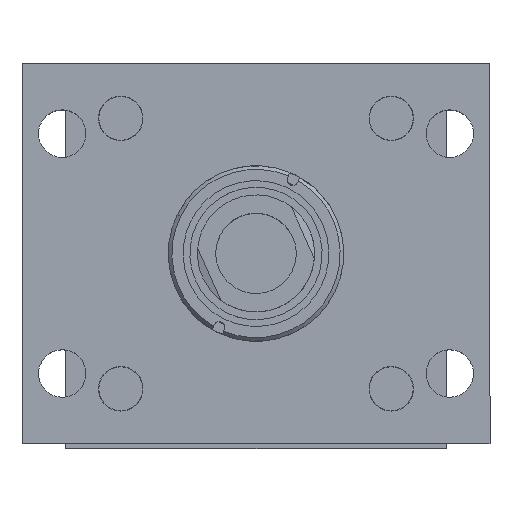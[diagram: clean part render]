
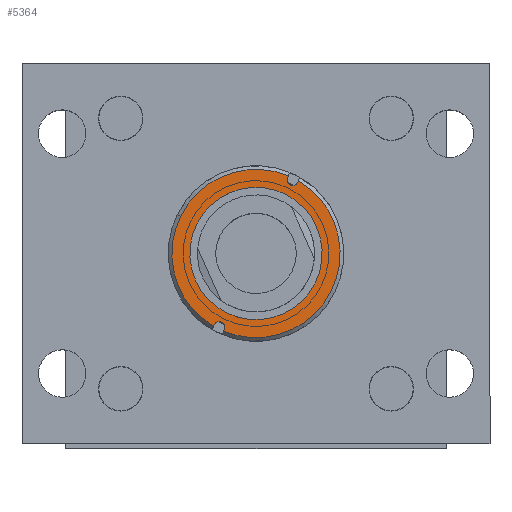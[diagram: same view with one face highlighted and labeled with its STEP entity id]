
A CAD part, top view. The second image highlights one B-rep face of the part: STEP entity #5364.
In plain terms, the highlighted planar face has unit normal (0, 0, 1).
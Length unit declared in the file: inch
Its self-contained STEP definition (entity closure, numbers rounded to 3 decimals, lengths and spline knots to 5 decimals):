
#1 = VERTEX_POINT ( 'NONE', #6630 ) ;
#124 = CARTESIAN_POINT ( 'NONE',  ( 19.2471, 41.0137, -2.93519 ) ) ;
#365 = EDGE_CURVE ( 'NONE', #4672, #6539, #8392, .T. ) ;
#423 = DIRECTION ( 'NONE',  ( 0., 0., -1. ) ) ;
#476 = CARTESIAN_POINT ( 'NONE',  ( 19.2471, 42.4197, -2.93519 ) ) ;
#562 = VECTOR ( 'NONE', #9464, 39.37008 ) ;
#610 = CARTESIAN_POINT ( 'NONE',  ( 19.2471, 42.4197, -2.93519 ) ) ;
#618 = DIRECTION ( 'NONE',  ( -1., 0., 0. ) ) ;
#646 = CIRCLE ( 'NONE', #7784, 0.094 ) ;
#666 = DIRECTION ( 'NONE',  ( 0., 0., -1. ) ) ;
#671 = CARTESIAN_POINT ( 'NONE',  ( 19.1531, 43.55073, -2.93519 ) ) ;
#697 = VERTEX_POINT ( 'NONE', #10298 ) ;
#723 = CARTESIAN_POINT ( 'NONE',  ( 19.1531, 41.0137, -2.93519 ) ) ;
#827 = CARTESIAN_POINT ( 'NONE',  ( 19.2471, 42.4197, -2.93519 ) ) ;
#836 = CARTESIAN_POINT ( 'NONE',  ( 17.8091, 42.4197, -2.93519 ) ) ;
#1019 = EDGE_CURVE ( 'NONE', #697, #5343, #6992, .T. ) ;
#1260 = DIRECTION ( 'NONE',  ( 0., 0., -1. ) ) ;
#1281 = DIRECTION ( 'NONE',  ( 1., 0., 0. ) ) ;
#1351 = PLANE ( 'NONE',  #9138 ) ;
#1464 = CARTESIAN_POINT ( 'NONE',  ( 19.2471, 42.4197, -2.93519 ) ) ;
#1768 = LINE ( 'NONE', #2251, #2291 ) ;
#1803 = DIRECTION ( 'NONE',  ( 1., 0., 0. ) ) ;
#1939 = EDGE_CURVE ( 'NONE', #1969, #2640, #9744, .T. ) ;
#1950 = CARTESIAN_POINT ( 'NONE',  ( 19.3411, 43.55073, -2.93519 ) ) ;
#1969 = VERTEX_POINT ( 'NONE', #4668 ) ;
#2078 = AXIS2_PLACEMENT_3D ( 'NONE', #476, #1260, #7749 ) ;
#2251 = CARTESIAN_POINT ( 'NONE',  ( 19.3411, 43.55073, -2.93519 ) ) ;
#2291 = VECTOR ( 'NONE', #3055, 39.37008 ) ;
#2640 = VERTEX_POINT ( 'NONE', #5247 ) ;
#3055 = DIRECTION ( 'NONE',  ( 0., -1., 0. ) ) ;
#3090 = VECTOR ( 'NONE', #9065, 39.37008 ) ;
#3107 = EDGE_CURVE ( 'NONE', #1, #7929, #9351, .T. ) ;
#3252 = ORIENTED_EDGE ( 'NONE', *, *, #1939, .T. ) ;
#3257 = CIRCLE ( 'NONE', #9827, 0.094 ) ;
#3352 = AXIS2_PLACEMENT_3D ( 'NONE', #827, #9686, #4879 ) ;
#3457 = ORIENTED_EDGE ( 'NONE', *, *, #5655, .T. ) ;
#3844 = EDGE_CURVE ( 'NONE', #10420, #7929, #1768, .T. ) ;
#4344 = CARTESIAN_POINT ( 'NONE',  ( 19.1531, 43.85462, -2.93519 ) ) ;
#4362 = AXIS2_PLACEMENT_3D ( 'NONE', #7699, #423, #5176 ) ;
#4396 = CIRCLE ( 'NONE', #8375, 1.13104 ) ;
#4571 = LINE ( 'NONE', #1950, #6320 ) ;
#4668 = CARTESIAN_POINT ( 'NONE',  ( 20.37814, 42.4197, -2.93519 ) ) ;
#4672 = VERTEX_POINT ( 'NONE', #723 ) ;
#4794 = VERTEX_POINT ( 'NONE', #5853 ) ;
#4805 = ORIENTED_EDGE ( 'NONE', *, *, #3107, .F. ) ;
#4879 = DIRECTION ( 'NONE',  ( -1., 0., 0. ) ) ;
#5005 = CARTESIAN_POINT ( 'NONE',  ( 19.3411, 40.98477, -2.93519 ) ) ;
#5075 = EDGE_CURVE ( 'NONE', #6539, #10065, #5525, .T. ) ;
#5176 = DIRECTION ( 'NONE',  ( -1., 0., 0. ) ) ;
#5247 = CARTESIAN_POINT ( 'NONE',  ( 18.11607, 42.4197, -2.93519 ) ) ;
#5292 = DIRECTION ( 'NONE',  ( 1., 0., 0. ) ) ;
#5343 = VERTEX_POINT ( 'NONE', #4344 ) ;
#5364 = ADVANCED_FACE ( 'NONE', ( #8539, #9158 ), #1351, .T. ) ;
#5405 = EDGE_CURVE ( 'NONE', #697, #4794, #3257, .T. ) ;
#5485 = ORIENTED_EDGE ( 'NONE', *, *, #1019, .T. ) ;
#5509 = EDGE_LOOP ( 'NONE', ( #8035, #5790, #4805, #6277, #5991, #5485, #7812, #10193, #7724 ) ) ;
#5525 = CIRCLE ( 'NONE', #2078, 1.438 ) ;
#5537 = DIRECTION ( 'NONE',  ( 0., 0., -1. ) ) ;
#5655 = EDGE_CURVE ( 'NONE', #2640, #1969, #4396, .T. ) ;
#5765 = EDGE_LOOP ( 'NONE', ( #3457, #3252 ) ) ;
#5790 = ORIENTED_EDGE ( 'NONE', *, *, #3844, .T. ) ;
#5822 = DIRECTION ( 'NONE',  ( 0., 0., 1. ) ) ;
#5853 = CARTESIAN_POINT ( 'NONE',  ( 19.3411, 43.8257, -2.93519 ) ) ;
#5991 = ORIENTED_EDGE ( 'NONE', *, *, #5405, .F. ) ;
#6277 = ORIENTED_EDGE ( 'NONE', *, *, #10104, .F. ) ;
#6320 = VECTOR ( 'NONE', #10004, 39.37008 ) ;
#6539 = VERTEX_POINT ( 'NONE', #9279 ) ;
#6630 = CARTESIAN_POINT ( 'NONE',  ( 19.3411, 43.85462, -2.93519 ) ) ;
#6992 = LINE ( 'NONE', #9166, #3090 ) ;
#7029 = CARTESIAN_POINT ( 'NONE',  ( 19.2471, 43.8257, -2.93519 ) ) ;
#7129 = DIRECTION ( 'NONE',  ( -1., 0., 0. ) ) ;
#7699 = CARTESIAN_POINT ( 'NONE',  ( 19.2471, 42.4197, -2.93519 ) ) ;
#7724 = ORIENTED_EDGE ( 'NONE', *, *, #365, .F. ) ;
#7749 = DIRECTION ( 'NONE',  ( -1., 0., 0. ) ) ;
#7784 = AXIS2_PLACEMENT_3D ( 'NONE', #124, #5822, #1803 ) ;
#7812 = ORIENTED_EDGE ( 'NONE', *, *, #9604, .F. ) ;
#7814 = CARTESIAN_POINT ( 'NONE',  ( 19.2471, 43.55073, -2.93519 ) ) ;
#7929 = VERTEX_POINT ( 'NONE', #5005 ) ;
#8035 = ORIENTED_EDGE ( 'NONE', *, *, #8740, .F. ) ;
#8083 = CIRCLE ( 'NONE', #4362, 1.438 ) ;
#8320 = AXIS2_PLACEMENT_3D ( 'NONE', #1464, #5537, #618 ) ;
#8375 = AXIS2_PLACEMENT_3D ( 'NONE', #610, #666, #7129 ) ;
#8392 = LINE ( 'NONE', #671, #562 ) ;
#8512 = DIRECTION ( 'NONE',  ( 0., 0., 1. ) ) ;
#8539 = FACE_BOUND ( 'NONE', #5765, .T. ) ;
#8740 = EDGE_CURVE ( 'NONE', #10420, #4672, #646, .T. ) ;
#9065 = DIRECTION ( 'NONE',  ( 0., 1., 0. ) ) ;
#9138 = AXIS2_PLACEMENT_3D ( 'NONE', #7814, #8512, #1281 ) ;
#9158 = FACE_OUTER_BOUND ( 'NONE', #5509, .T. ) ;
#9166 = CARTESIAN_POINT ( 'NONE',  ( 19.1531, 43.55073, -2.93519 ) ) ;
#9279 = CARTESIAN_POINT ( 'NONE',  ( 19.1531, 40.98477, -2.93519 ) ) ;
#9351 = CIRCLE ( 'NONE', #3352, 1.438 ) ;
#9354 = DIRECTION ( 'NONE',  ( 0., 0., 1. ) ) ;
#9366 = CARTESIAN_POINT ( 'NONE',  ( 19.3411, 41.0137, -2.93519 ) ) ;
#9464 = DIRECTION ( 'NONE',  ( 0., -1., 0. ) ) ;
#9604 = EDGE_CURVE ( 'NONE', #10065, #5343, #8083, .T. ) ;
#9686 = DIRECTION ( 'NONE',  ( 0., 0., -1. ) ) ;
#9744 = CIRCLE ( 'NONE', #8320, 1.13104 ) ;
#9827 = AXIS2_PLACEMENT_3D ( 'NONE', #7029, #9354, #5292 ) ;
#10004 = DIRECTION ( 'NONE',  ( 0., 1., 0. ) ) ;
#10065 = VERTEX_POINT ( 'NONE', #836 ) ;
#10104 = EDGE_CURVE ( 'NONE', #4794, #1, #4571, .T. ) ;
#10193 = ORIENTED_EDGE ( 'NONE', *, *, #5075, .F. ) ;
#10298 = CARTESIAN_POINT ( 'NONE',  ( 19.1531, 43.8257, -2.93519 ) ) ;
#10420 = VERTEX_POINT ( 'NONE', #9366 ) ;
